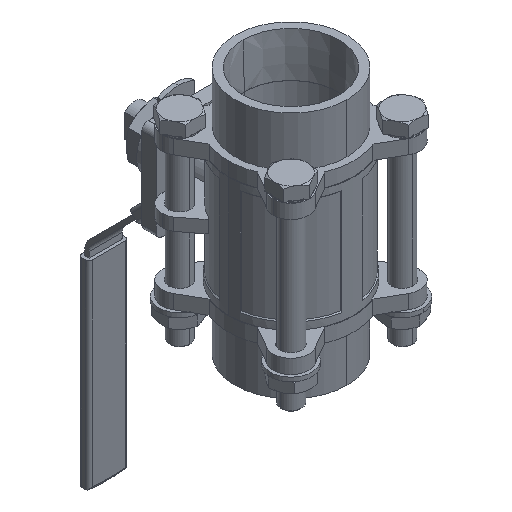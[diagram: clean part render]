
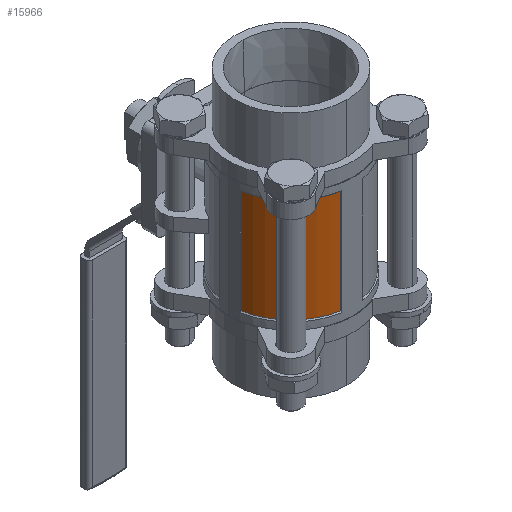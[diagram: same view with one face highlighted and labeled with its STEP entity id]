
A CAD part, isometric view. The second image highlights one B-rep face of the part: STEP entity #15966.
In plain terms, the highlighted cylindrical face has radius 29.5 mm (diameter 59 mm), a partial arc.
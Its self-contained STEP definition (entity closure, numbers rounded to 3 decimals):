
#518 = DIRECTION ( 'NONE',  ( 1., 0., 0. ) ) ;
#520 = DIRECTION ( 'NONE',  ( 0., 0., 1. ) ) ;
#522 = CARTESIAN_POINT ( 'NONE',  ( 0., 0., 0. ) ) ;
#2946 = CIRCLE ( 'NONE', #14565, 29.5 ) ;
#2958 = LINE ( 'NONE', #6639, #2961 ) ;
#2959 = CIRCLE ( 'NONE', #14566, 29.5 ) ;
#2960 = LINE ( 'NONE', #6643, #2963 ) ;
#2961 = VECTOR ( 'NONE', #6626, 1000. ) ;
#2963 = VECTOR ( 'NONE', #6644, 1000. ) ;
#5402 = CARTESIAN_POINT ( 'NONE',  ( -29.073, -5., -25. ) ) ;
#5457 = CARTESIAN_POINT ( 'NONE',  ( -29.073, -5., 25. ) ) ;
#5500 = CARTESIAN_POINT ( 'NONE',  ( -5., -29.073, 25. ) ) ;
#6623 = CARTESIAN_POINT ( 'NONE',  ( 0., 0., -25. ) ) ;
#6624 = DIRECTION ( 'NONE',  ( 0., 0., 1. ) ) ;
#6625 = DIRECTION ( 'NONE',  ( 1., 0., 0. ) ) ;
#6626 = DIRECTION ( 'NONE',  ( 0., 0., 1. ) ) ;
#6639 = CARTESIAN_POINT ( 'NONE',  ( -5., -29.073, -500000. ) ) ;
#6640 = CARTESIAN_POINT ( 'NONE',  ( 0., 0., 25. ) ) ;
#6641 = DIRECTION ( 'NONE',  ( 0., 0., 1. ) ) ;
#6642 = DIRECTION ( 'NONE',  ( 1., 0., 0. ) ) ;
#6643 = CARTESIAN_POINT ( 'NONE',  ( -29.073, -5., -500000. ) ) ;
#6644 = DIRECTION ( 'NONE',  ( 0., 0., 1. ) ) ;
#8703 = CARTESIAN_POINT ( 'NONE',  ( -5., -29.073, -25. ) ) ;
#10901 = VERTEX_POINT ( 'NONE', #8703 ) ;
#12062 = FACE_OUTER_BOUND ( 'NONE', #16770, .T. ) ;
#12071 = CYLINDRICAL_SURFACE ( 'NONE', #14265, 29.5 ) ;
#14265 = AXIS2_PLACEMENT_3D ( 'NONE', #522, #520, #518 ) ;
#14565 = AXIS2_PLACEMENT_3D ( 'NONE', #6623, #6624, #6625 ) ;
#14566 = AXIS2_PLACEMENT_3D ( 'NONE', #6640, #6641, #6642 ) ;
#14631 = ORIENTED_EDGE ( 'NONE', *, *, #18670, .T. ) ;
#14634 = ORIENTED_EDGE ( 'NONE', *, *, #18675, .F. ) ;
#14635 = ORIENTED_EDGE ( 'NONE', *, *, #18673, .F. ) ;
#14652 = ORIENTED_EDGE ( 'NONE', *, *, #18674, .T. ) ;
#15966 = ADVANCED_FACE ( 'NONE', ( #12062 ), #12071, .T. ) ;
#16770 = EDGE_LOOP ( 'NONE', ( #14635, #14634, #14631, #14652 ) ) ;
#18236 = VERTEX_POINT ( 'NONE', #5402 ) ;
#18291 = VERTEX_POINT ( 'NONE', #5457 ) ;
#18334 = VERTEX_POINT ( 'NONE', #5500 ) ;
#18670 = EDGE_CURVE ( 'NONE', #18236, #10901, #2946, .T. ) ;
#18673 = EDGE_CURVE ( 'NONE', #18291, #18334, #2959, .T. ) ;
#18674 = EDGE_CURVE ( 'NONE', #10901, #18334, #2958, .T. ) ;
#18675 = EDGE_CURVE ( 'NONE', #18236, #18291, #2960, .T. ) ;
